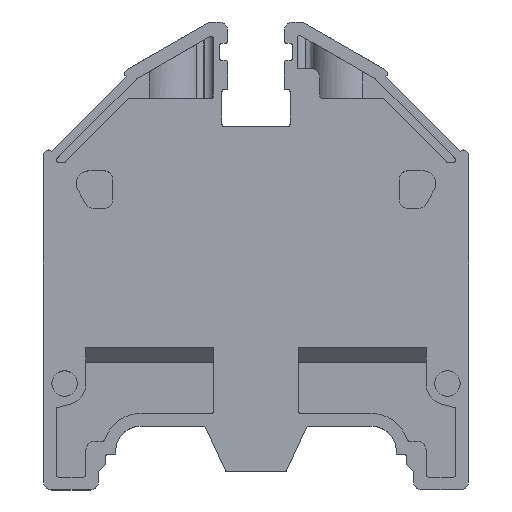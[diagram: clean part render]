
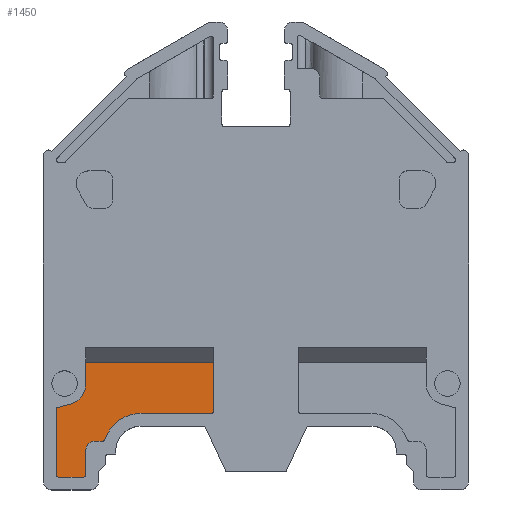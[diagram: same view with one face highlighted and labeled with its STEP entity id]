
A CAD part, top view. The second image highlights one B-rep face of the part: STEP entity #1450.
In plain terms, the highlighted planar face has unit normal (0, 0, 1).
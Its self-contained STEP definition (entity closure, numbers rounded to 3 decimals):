
#800=CIRCLE('',#14677,2.5);
#802=CIRCLE('',#14685,4.5);
#804=CIRCLE('',#14689,0.3);
#805=CIRCLE('',#14690,0.3);
#806=CIRCLE('',#14691,1.);
#807=CIRCLE('',#14692,0.3);
#808=CIRCLE('',#14693,0.3);
#809=CIRCLE('',#14694,0.3);
#1450=ADVANCED_FACE('',(#2614),#2024,.T.);
#2024=PLANE('',#14695);
#2614=FACE_OUTER_BOUND('',#3358,.T.);
#3358=EDGE_LOOP('',(#5956,#5957,#5958,#5959,#5960,#5961,#5962,#5963,#5964,
#5965,#5966,#5967,#5968,#5969,#5970,#5971,#5972));
#5956=ORIENTED_EDGE('',*,*,#10185,.T.);
#5957=ORIENTED_EDGE('',*,*,#10206,.T.);
#5958=ORIENTED_EDGE('',*,*,#10187,.T.);
#5959=ORIENTED_EDGE('',*,*,#10207,.T.);
#5960=ORIENTED_EDGE('',*,*,#10191,.T.);
#5961=ORIENTED_EDGE('',*,*,#10208,.T.);
#5962=ORIENTED_EDGE('',*,*,#10197,.T.);
#5963=ORIENTED_EDGE('',*,*,#10209,.T.);
#5964=ORIENTED_EDGE('',*,*,#10199,.F.);
#5965=ORIENTED_EDGE('',*,*,#10205,.T.);
#5966=ORIENTED_EDGE('',*,*,#10210,.T.);
#5967=ORIENTED_EDGE('',*,*,#10171,.T.);
#5968=ORIENTED_EDGE('',*,*,#10211,.F.);
#5969=ORIENTED_EDGE('',*,*,#10175,.F.);
#5970=ORIENTED_EDGE('',*,*,#10178,.F.);
#5971=ORIENTED_EDGE('',*,*,#10182,.T.);
#5972=ORIENTED_EDGE('',*,*,#10212,.T.);
#8459=VERTEX_POINT('',#21783);
#8460=VERTEX_POINT('',#21785);
#8463=VERTEX_POINT('',#21792);
#8464=VERTEX_POINT('',#21794);
#8465=VERTEX_POINT('',#21798);
#8468=VERTEX_POINT('',#21806);
#8471=VERTEX_POINT('',#21813);
#8472=VERTEX_POINT('',#21815);
#8473=VERTEX_POINT('',#21819);
#8474=VERTEX_POINT('',#21820);
#8477=VERTEX_POINT('',#21828);
#8478=VERTEX_POINT('',#21829);
#8483=VERTEX_POINT('',#21840);
#8484=VERTEX_POINT('',#21842);
#8485=VERTEX_POINT('',#21846);
#8486=VERTEX_POINT('',#21847);
#8490=VERTEX_POINT('',#21857);
#10171=EDGE_CURVE('',#8460,#8459,#11856,.T.);
#10175=EDGE_CURVE('',#8463,#8464,#11860,.T.);
#10178=EDGE_CURVE('',#8465,#8463,#800,.T.);
#10182=EDGE_CURVE('',#8465,#8468,#11865,.T.);
#10185=EDGE_CURVE('',#8472,#8471,#11868,.T.);
#10187=EDGE_CURVE('',#8473,#8474,#11870,.T.);
#10191=EDGE_CURVE('',#8477,#8478,#11874,.T.);
#10197=EDGE_CURVE('',#8484,#8483,#11880,.T.);
#10199=EDGE_CURVE('',#8485,#8486,#802,.T.);
#10205=EDGE_CURVE('',#8485,#8490,#11886,.T.);
#10206=EDGE_CURVE('',#8471,#8473,#804,.T.);
#10207=EDGE_CURVE('',#8474,#8477,#805,.T.);
#10208=EDGE_CURVE('',#8478,#8484,#806,.T.);
#10209=EDGE_CURVE('',#8483,#8486,#807,.T.);
#10210=EDGE_CURVE('',#8490,#8460,#808,.T.);
#10211=EDGE_CURVE('',#8464,#8459,#11887,.T.);
#10212=EDGE_CURVE('',#8468,#8472,#809,.T.);
#11856=LINE('',#21784,#13332);
#11860=LINE('',#21793,#13336);
#11865=LINE('',#21807,#13341);
#11868=LINE('',#21814,#13344);
#11870=LINE('',#21818,#13346);
#11874=LINE('',#21827,#13350);
#11880=LINE('',#21841,#13356);
#11886=LINE('',#21858,#13362);
#11887=LINE('',#21865,#13363);
#13332=VECTOR('',#17419,1.);
#13336=VECTOR('',#17425,1.);
#13341=VECTOR('',#17438,1.);
#13344=VECTOR('',#17443,1.);
#13346=VECTOR('',#17447,1.);
#13350=VECTOR('',#17453,1.);
#13356=VECTOR('',#17461,1.);
#13362=VECTOR('',#17475,1.);
#13363=VECTOR('',#17488,1.);
#14677=AXIS2_PLACEMENT_3D('',#21800,#17430,#17431);
#14685=AXIS2_PLACEMENT_3D('',#21845,#17465,#17466);
#14689=AXIS2_PLACEMENT_3D('',#21860,#17478,#17479);
#14690=AXIS2_PLACEMENT_3D('',#21861,#17480,#17481);
#14691=AXIS2_PLACEMENT_3D('',#21862,#17482,#17483);
#14692=AXIS2_PLACEMENT_3D('',#21863,#17484,#17485);
#14693=AXIS2_PLACEMENT_3D('',#21864,#17486,#17487);
#14694=AXIS2_PLACEMENT_3D('',#21866,#17489,#17490);
#14695=AXIS2_PLACEMENT_3D('',#21867,#17491,#17492);
#17419=DIRECTION('',(0.,1.,0.));
#17425=DIRECTION('',(0.,1.,0.));
#17430=DIRECTION('',(0.,0.,1.));
#17431=DIRECTION('',(1.,0.,0.));
#17438=DIRECTION('',(-0.966,-0.259,0.));
#17443=DIRECTION('',(0.,-1.,0.));
#17447=DIRECTION('',(1.,0.,0.));
#17453=DIRECTION('',(0.,1.,0.));
#17461=DIRECTION('',(1.,0.,0.));
#17465=DIRECTION('',(0.,0.,1.));
#17466=DIRECTION('',(-1.,0.,0.));
#17475=DIRECTION('',(1.,0.,0.));
#17478=DIRECTION('',(0.,0.,1.));
#17479=DIRECTION('',(1.,0.,0.));
#17480=DIRECTION('',(0.,0.,1.));
#17481=DIRECTION('',(1.,0.,0.));
#17482=DIRECTION('',(0.,0.,-1.));
#17483=DIRECTION('',(1.,0.,0.));
#17484=DIRECTION('',(0.,0.,1.));
#17485=DIRECTION('',(1.,0.,0.));
#17486=DIRECTION('',(0.,0.,1.));
#17487=DIRECTION('',(1.,0.,0.));
#17488=DIRECTION('',(1.,0.,0.));
#17489=DIRECTION('',(0.,0.,1.));
#17490=DIRECTION('',(1.,0.,0.));
#17491=DIRECTION('',(0.,0.,1.));
#17492=DIRECTION('',(1.,0.,0.));
#21783=CARTESIAN_POINT('',(-4.95,-40.,10.3));
#21784=CARTESIAN_POINT('',(-4.95,-46.,10.3));
#21785=CARTESIAN_POINT('',(-4.95,-45.7,10.3));
#21792=CARTESIAN_POINT('',(-20.,-42.5,10.3));
#21793=CARTESIAN_POINT('',(-20.,-42.5,10.3));
#21794=CARTESIAN_POINT('',(-20.,-40.,10.3));
#21798=CARTESIAN_POINT('',(-21.853,-44.915,10.3));
#21800=CARTESIAN_POINT('',(-22.5,-42.5,10.3));
#21806=CARTESIAN_POINT('',(-23.278,-45.297,10.3));
#21807=CARTESIAN_POINT('',(-21.853,-44.915,10.3));
#21813=CARTESIAN_POINT('',(-23.5,-53.2,10.3));
#21814=CARTESIAN_POINT('',(-23.5,-45.356,10.3));
#21815=CARTESIAN_POINT('',(-23.5,-45.586,10.3));
#21818=CARTESIAN_POINT('',(-23.5,-53.5,10.3));
#21819=CARTESIAN_POINT('',(-23.2,-53.5,10.3));
#21820=CARTESIAN_POINT('',(-20.3,-53.5,10.3));
#21827=CARTESIAN_POINT('',(-20.,-53.5,10.3));
#21828=CARTESIAN_POINT('',(-20.,-53.2,10.3));
#21829=CARTESIAN_POINT('',(-20.,-50.3,10.3));
#21840=CARTESIAN_POINT('',(-18.06,-49.3,10.3));
#21841=CARTESIAN_POINT('',(-20.,-49.3,10.3));
#21842=CARTESIAN_POINT('',(-19.,-49.3,10.3));
#21845=CARTESIAN_POINT('',(-13.5,-50.5,10.3));
#21846=CARTESIAN_POINT('',(-13.5,-46.,10.3));
#21847=CARTESIAN_POINT('',(-17.775,-49.094,10.3));
#21857=CARTESIAN_POINT('',(-5.25,-46.,10.3));
#21858=CARTESIAN_POINT('',(-13.5,-46.,10.3));
#21860=CARTESIAN_POINT('',(-23.2,-53.2,10.3));
#21861=CARTESIAN_POINT('',(-20.3,-53.2,10.3));
#21862=CARTESIAN_POINT('',(-19.,-50.3,10.3));
#21863=CARTESIAN_POINT('',(-18.06,-49.,10.3));
#21864=CARTESIAN_POINT('',(-5.25,-45.7,10.3));
#21865=CARTESIAN_POINT('',(-4.95,-40.,10.3));
#21866=CARTESIAN_POINT('',(-23.2,-45.586,10.3));
#21867=CARTESIAN_POINT('',(-22.5,-42.5,10.3));
